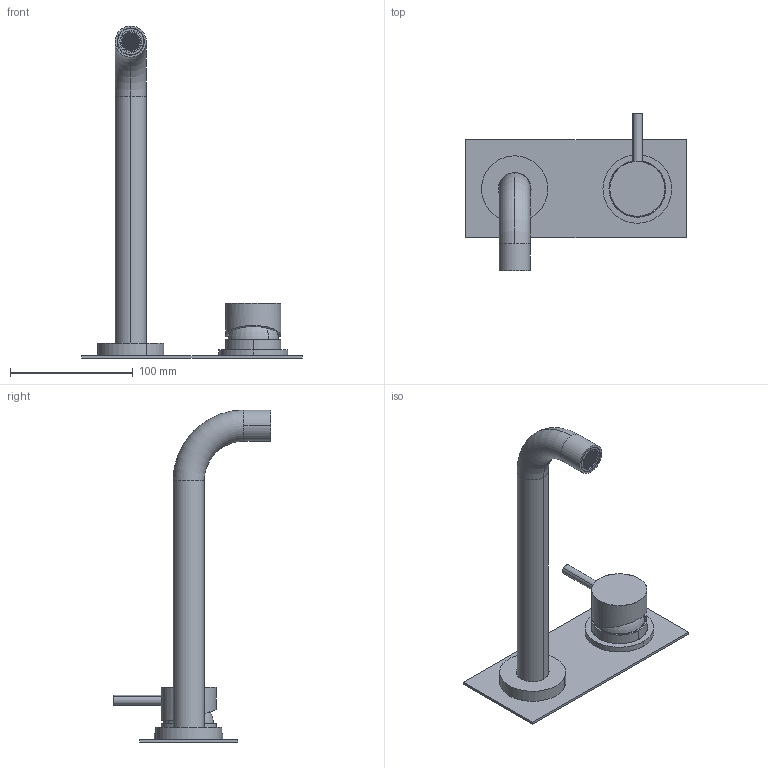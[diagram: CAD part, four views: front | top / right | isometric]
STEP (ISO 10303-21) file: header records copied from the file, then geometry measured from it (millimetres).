
FILE_DESCRIPTION (( 'STEP AP214' ), '1' );
FILE_NAME ('SMOS25250RH_shell.STEP', '2017-08-07T03:58:06', ( 'khoa' ), ( '' ), 'SwSTEP 2.0', 'SolidWorks 2016', '' );
FILE_SCHEMA (( 'AUTOMOTIVE_DESIGN' ));
Length unit declared in the file: millimetre
Products named in the file (2): SMOS25250RH_shell
Bounding box: 180 x 128.5 x 270.7 mm (x, y, z)
Volume: 127328.7 mm3; surface area: 96881.5 mm2
Topology: 7 solids, 7 shells, 1225 faces, 3083 edges, 2044 vertices
Faces by surface type: plane 1102, cylinder 91, cone 22, torus 10
Entity records: 47954 total; most frequent: CARTESIAN_POINT 6511, ORIENTED_EDGE 6166, DIRECTION 5755, EDGE_CURVE 3083, VECTOR 2833, LINE 2833, VERTEX_POINT 2044, AXIS2_PLACEMENT_3D 1461
